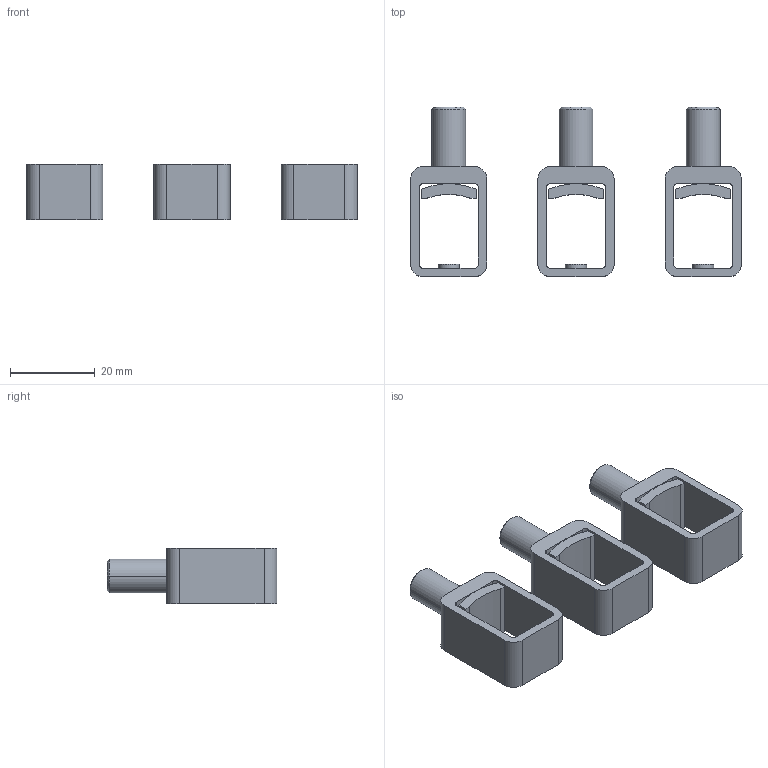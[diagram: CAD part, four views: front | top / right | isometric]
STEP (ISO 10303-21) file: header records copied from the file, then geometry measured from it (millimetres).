
FILE_DESCRIPTION(('CATIA V5 STEP Exchange'),'2;1');
FILE_NAME('1SDH001295R0239_1PA_001_00_XT2_3P_WITHDRAWABLE_FCCu_SUP.stp','2014-11-11T15:23:52+00:00',('none'),('none'),'CATIA Version 5 Release 20 SP 1 (IN-10)','CATIA V5 STEP AP214','none');
FILE_SCHEMA(('AUTOMOTIVE_DESIGN { 1 0 10303 214 1 1 1 1 }'));
Length unit declared in the file: millimetre
Products named in the file (1): 1SDH001295R0239_1PA_001_00_XT2_3P_WITHDRAWABLE_FCCu_SUP
Bounding box: 78 x 40 x 13 mm (x, y, z)
Volume: 10502.5 mm3; surface area: 9383.9 mm2
Topology: 6 solids, 6 shells, 102 faces, 246 edges, 162 vertices
Faces by surface type: plane 54, cylinder 42, cone 6
Entity records: 3517 total; most frequent: ORIENTED_EDGE 492, CARTESIAN_POINT 479, DIRECTION 386, EDGE_CURVE 246, VERTEX_POINT 162, AXIS2_PLACEMENT_3D 161, VECTOR 156, LINE 156
